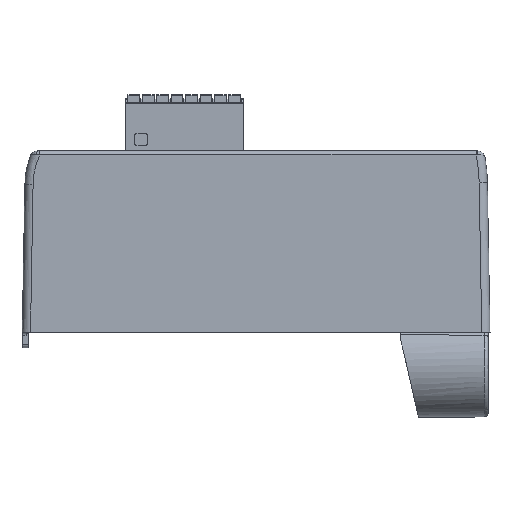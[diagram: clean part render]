
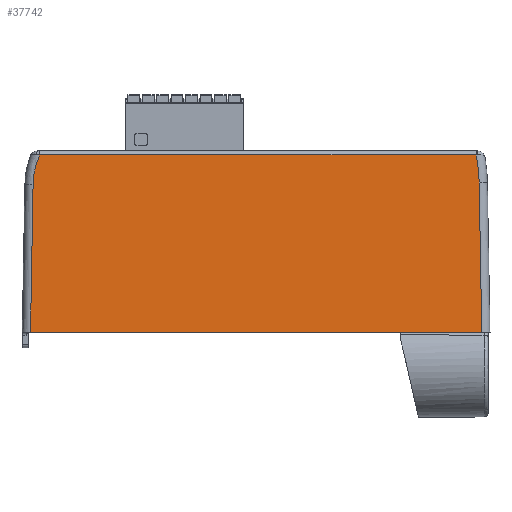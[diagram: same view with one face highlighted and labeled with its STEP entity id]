
A CAD part, front view. The second image highlights one B-rep face of the part: STEP entity #37742.
In plain terms, the highlighted planar face has unit normal (0, -1, 0.018).
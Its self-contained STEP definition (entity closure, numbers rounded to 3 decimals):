
#1222=PLANE('',#39974);
#2543=FACE_OUTER_BOUND('',#4723,.T.);
#4723=EDGE_LOOP('',(#25746,#25747,#25748,#25749,#25750,#25751));
#7621=CIRCLE('',#39966,38.847);
#7622=CIRCLE('',#39968,18.423);
#8618=LINE('',#54571,#12428);
#8626=LINE('',#54601,#12436);
#8662=LINE('',#55254,#12472);
#8663=LINE('',#55255,#12473);
#12428=VECTOR('',#43536,36.224);
#12436=VECTOR('',#43564,35.867);
#12472=VECTOR('',#43690,109.612);
#12473=VECTOR('',#43691,106.047);
#16239=VERTEX_POINT('',#54568);
#16240=VERTEX_POINT('',#54570);
#16251=VERTEX_POINT('',#54598);
#16252=VERTEX_POINT('',#54600);
#16292=VERTEX_POINT('',#55022);
#16294=VERTEX_POINT('',#55027);
#19965=EDGE_CURVE('',#16240,#16239,#8618,.T.);
#19979=EDGE_CURVE('',#16252,#16251,#8626,.T.);
#20040=EDGE_CURVE('',#16239,#16292,#7621,.T.);
#20044=EDGE_CURVE('',#16294,#16252,#7622,.T.);
#20056=EDGE_CURVE('',#16251,#16240,#8662,.T.);
#20057=EDGE_CURVE('',#16294,#16292,#8663,.T.);
#25746=ORIENTED_EDGE('',*,*,#20056,.T.);
#25747=ORIENTED_EDGE('',*,*,#19965,.T.);
#25748=ORIENTED_EDGE('',*,*,#20040,.T.);
#25749=ORIENTED_EDGE('',*,*,#20057,.F.);
#25750=ORIENTED_EDGE('',*,*,#20044,.T.);
#25751=ORIENTED_EDGE('',*,*,#19979,.T.);
#37742=ADVANCED_FACE('',(#2543),#1222,.T.);
#39966=AXIS2_PLACEMENT_3D('',#55024,#43669,#43670);
#39968=AXIS2_PLACEMENT_3D('',#55067,#43673,#43674);
#39974=AXIS2_PLACEMENT_3D('',#55253,#43688,#43689);
#43536=DIRECTION('',(-0.017,0.017,1.));
#43564=DIRECTION('',(-0.017,-0.017,-1.));
#43669=DIRECTION('center_axis',(0.,-1.,
0.017));
#43670=DIRECTION('ref_axis',(0.981,0.003,0.193));
#43673=DIRECTION('center_axis',(0.,-1.,
0.017));
#43674=DIRECTION('ref_axis',(-1.,0.,0.017));
#43688=DIRECTION('center_axis',(0.,-1.,0.017));
#43689=DIRECTION('ref_axis',(0.,-0.017,-1.));
#43690=DIRECTION('',(1.,0.,0.));
#43691=DIRECTION('',(1.,0.,0.));
#54568=CARTESIAN_POINT('',(52.398,-10.86,5.713));
#54570=CARTESIAN_POINT('',(53.03,-11.492,-30.5));
#54571=CARTESIAN_POINT('',(52.714,-11.176,-12.394));
#54598=CARTESIAN_POINT('',(-56.582,-11.492,-30.5));
#54600=CARTESIAN_POINT('',(-55.956,-10.866,5.356));
#54601=CARTESIAN_POINT('',(-56.269,-11.179,-12.572));
#55022=CARTESIAN_POINT('',(51.676,-10.741,12.517));
#55024=CARTESIAN_POINT('Origin',(13.556,-10.872,5.035));
#55027=CARTESIAN_POINT('',(-54.371,-10.741,12.517));
#55067=CARTESIAN_POINT('Origin',(-37.536,-10.872,5.035));
#55253=CARTESIAN_POINT('Origin',(0.,-10.724,13.5));
#55254=CARTESIAN_POINT('',(-1.776,-11.492,-30.5));
#55255=CARTESIAN_POINT('',(-11.497,-10.741,12.517));
